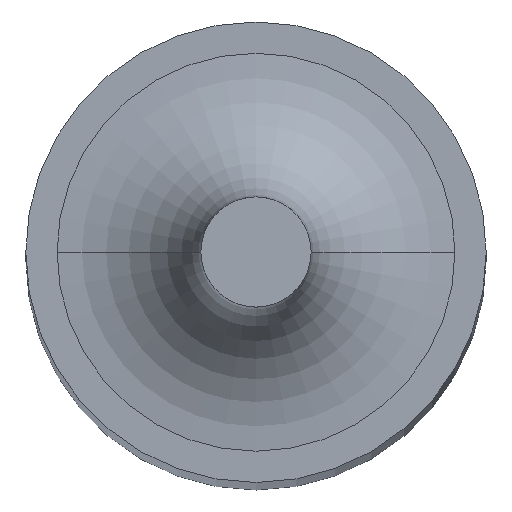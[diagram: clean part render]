
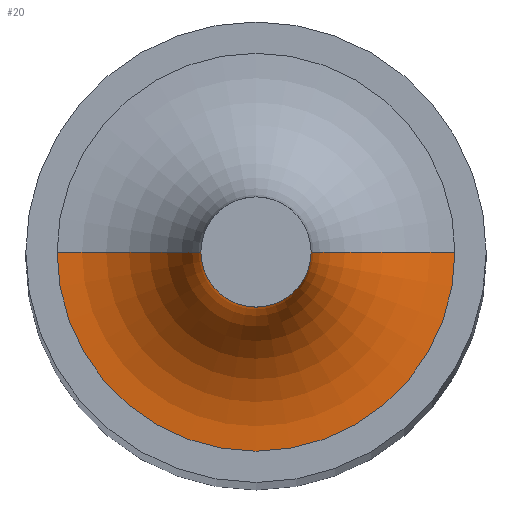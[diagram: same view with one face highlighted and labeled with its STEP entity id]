
A CAD part, top view. The second image highlights one B-rep face of the part: STEP entity #20.
In plain terms, the highlighted toroidal (fillet/blend) face has major radius 2.744 mm and minor radius 1.984 mm.
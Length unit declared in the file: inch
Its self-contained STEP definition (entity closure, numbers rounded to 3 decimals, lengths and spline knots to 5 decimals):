
#1 = CARTESIAN_POINT ( 'NONE',  ( -0.10801, 0., 2.495 ) ) ;
#20 = ADVANCED_FACE ( 'NONE', ( #81 ), #44, .F. ) ;
#24 = DIRECTION ( 'NONE',  ( 0., 0., -1. ) ) ;
#44 = TOROIDAL_SURFACE ( 'NONE', #125, 0.10801, 0.0781 ) ;
#49 = DIRECTION ( 'NONE',  ( 1., 0., 0. ) ) ;
#56 = VERTEX_POINT ( 'NONE', #224 ) ;
#63 = CARTESIAN_POINT ( 'NONE',  ( 0., 0., 2.4169 ) ) ;
#66 = CIRCLE ( 'NONE', #299, 0.10801 ) ;
#79 = CIRCLE ( 'NONE', #325, 0.02991 ) ;
#81 = FACE_OUTER_BOUND ( 'NONE', #239, .T. ) ;
#96 = EDGE_CURVE ( 'NONE', #402, #145, #66, .T. ) ;
#100 = DIRECTION ( 'NONE',  ( 0., 1., 0. ) ) ;
#121 = CARTESIAN_POINT ( 'NONE',  ( -0.02991, 0., 2.495 ) ) ;
#125 = AXIS2_PLACEMENT_3D ( 'NONE', #341, #271, #310 ) ;
#145 = VERTEX_POINT ( 'NONE', #157 ) ;
#152 = VERTEX_POINT ( 'NONE', #121 ) ;
#157 = CARTESIAN_POINT ( 'NONE',  ( -0.10801, 0., 2.4169 ) ) ;
#200 = AXIS2_PLACEMENT_3D ( 'NONE', #1, #100, #409 ) ;
#208 = EDGE_CURVE ( 'NONE', #56, #152, #79, .T. ) ;
#224 = CARTESIAN_POINT ( 'NONE',  ( 0.02991, 0., 2.495 ) ) ;
#239 = EDGE_LOOP ( 'NONE', ( #370, #311, #301, #392 ) ) ;
#255 = DIRECTION ( 'NONE',  ( 0., 0., -1. ) ) ;
#271 = DIRECTION ( 'NONE',  ( 0., 0., 1. ) ) ;
#275 = CIRCLE ( 'NONE', #319, 0.0781 ) ;
#277 = CARTESIAN_POINT ( 'NONE',  ( 0., 0., 2.495 ) ) ;
#287 = DIRECTION ( 'NONE',  ( -1., 0., 0. ) ) ;
#299 = AXIS2_PLACEMENT_3D ( 'NONE', #63, #255, #287 ) ;
#301 = ORIENTED_EDGE ( 'NONE', *, *, #330, .T. ) ;
#310 = DIRECTION ( 'NONE',  ( -1., 0., 0. ) ) ;
#311 = ORIENTED_EDGE ( 'NONE', *, *, #208, .T. ) ;
#319 = AXIS2_PLACEMENT_3D ( 'NONE', #394, #335, #49 ) ;
#323 = CARTESIAN_POINT ( 'NONE',  ( 0.10801, 0., 2.4169 ) ) ;
#325 = AXIS2_PLACEMENT_3D ( 'NONE', #277, #24, #406 ) ;
#330 = EDGE_CURVE ( 'NONE', #152, #145, #356, .T. ) ;
#335 = DIRECTION ( 'NONE',  ( 0., -1., 0. ) ) ;
#341 = CARTESIAN_POINT ( 'NONE',  ( 0., 0., 2.495 ) ) ;
#356 = CIRCLE ( 'NONE', #200, 0.0781 ) ;
#370 = ORIENTED_EDGE ( 'NONE', *, *, #397, .F. ) ;
#392 = ORIENTED_EDGE ( 'NONE', *, *, #96, .F. ) ;
#394 = CARTESIAN_POINT ( 'NONE',  ( 0.10801, 0., 2.495 ) ) ;
#397 = EDGE_CURVE ( 'NONE', #56, #402, #275, .T. ) ;
#402 = VERTEX_POINT ( 'NONE', #323 ) ;
#406 = DIRECTION ( 'NONE',  ( -1., 0., 0. ) ) ;
#409 = DIRECTION ( 'NONE',  ( 0., 0., 1. ) ) ;
